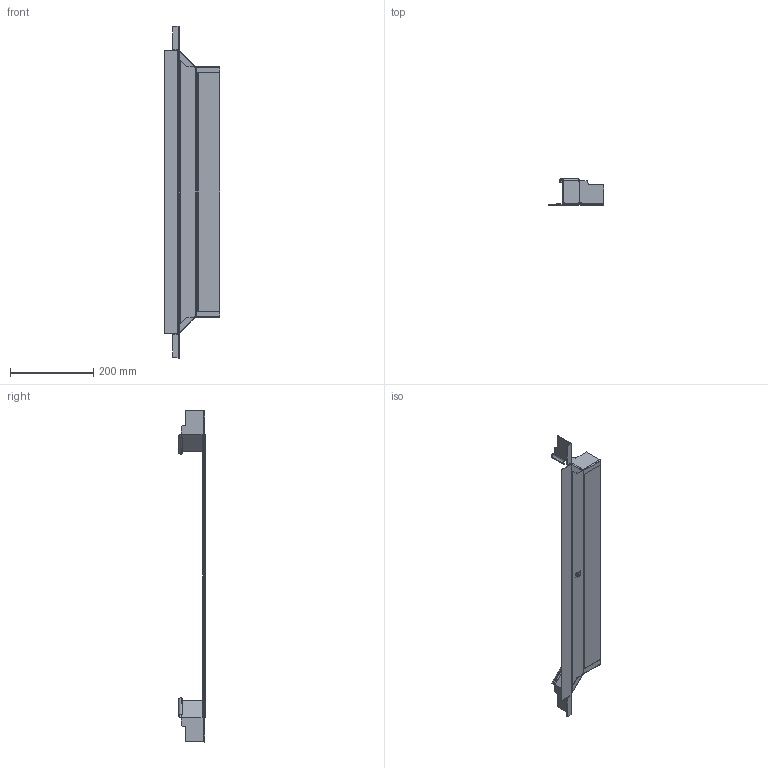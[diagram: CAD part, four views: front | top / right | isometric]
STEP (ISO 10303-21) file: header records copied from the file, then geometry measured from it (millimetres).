
FILE_DESCRIPTION((''),'2;1');
FILE_NAME('6041242_ASM','2012-10-04T',('AndreasKeweloh'),(''),'PRO/ENGINEER BY PARAMETRIC TECHNOLOGY CORPORATION, 2012230','PRO/ENGINEER BY PARAMETRIC TECHNOLOGY CORPORATION, 2012230','');
FILE_SCHEMA(('CONFIG_CONTROL_DESIGN'));
Length unit declared in the file: millimetre
Products named in the file (3): 6041242_BODEN_RAAM_600; 6041242_INNENHOLM60; 6041242_ASM
Assembly tree (3 placements, depth 2):
  6041242_ASM
    6041242_BODEN_RAAM_600
    6041242_INNENHOLM60  x2
Bounding box: 133.5 x 64.45 x 799.2 mm (x, y, z)
Volume: 139926.4 mm3; surface area: 227377.1 mm2
Topology: 3 solids, 3 shells, 402 faces, 1017 edges, 641 vertices
Faces by surface type: plane 254, cylinder 74, extrusion 52, bspline 22
Entity records: 11952 total; most frequent: CARTESIAN_POINT 4369, ORIENTED_EDGE 1634, DIRECTION 1345, EDGE_CURVE 817, VECTOR 653, LINE 601, VERTEX_POINT 523, AXIS2_PLACEMENT_3D 346
